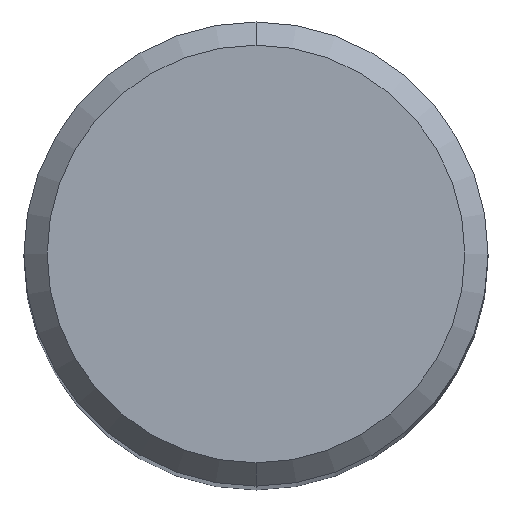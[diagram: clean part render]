
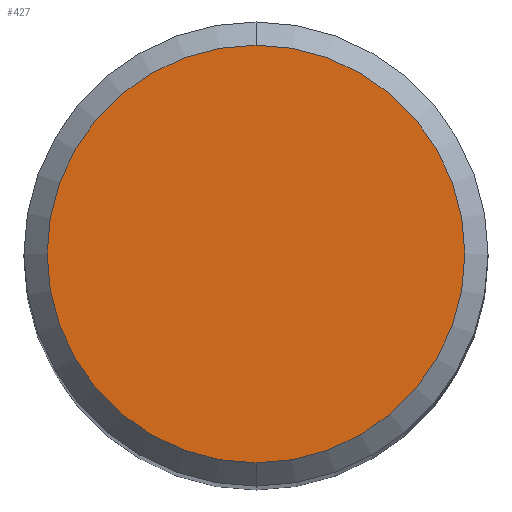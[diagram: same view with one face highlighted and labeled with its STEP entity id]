
A CAD part, top view. The second image highlights one B-rep face of the part: STEP entity #427.
In plain terms, the highlighted planar face has unit normal (0, 0, 1).
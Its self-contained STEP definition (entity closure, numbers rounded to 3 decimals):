
#299=VERTEX_POINT('',#610);
#341=EDGE_CURVE('',#439,#299,#658,.T.);
#373=EDGE_CURVE('',#299,#439,#691,.T.);
#427=ADVANCED_FACE('',(#752),#753,.T.);
#439=VERTEX_POINT('',#767);
#610=CARTESIAN_POINT('',(0.,-3.6,0.0));
#658=CIRCLE('',#1132,3.6);
#691=CIRCLE('',#1240,3.6);
#752=FACE_OUTER_BOUND('',#1349,.T.);
#753=PLANE('',#1350);
#767=CARTESIAN_POINT('',(0.0,3.6,0.0));
#1132=AXIS2_PLACEMENT_3D('',#1651,#1652,#1653);
#1240=AXIS2_PLACEMENT_3D('',#1670,#1671,#1672);
#1349=EDGE_LOOP('',(#1749,#1750));
#1350=AXIS2_PLACEMENT_3D('',#1751,#1752,#1753);
#1651=CARTESIAN_POINT('',(0.0,0.0,0.0));
#1652=DIRECTION('',(0.0,0.0,-1.0));
#1653=DIRECTION('',(0.0,1.0,0.0));
#1670=CARTESIAN_POINT('',(0.0,0.0,0.0));
#1671=DIRECTION('',(0.0,0.0,-1.0));
#1672=DIRECTION('',(0.0,1.0,0.0));
#1749=ORIENTED_EDGE('',*,*,#341,.F.);
#1750=ORIENTED_EDGE('',*,*,#373,.F.);
#1751=CARTESIAN_POINT('',(0.0,1.8,0.0));
#1752=DIRECTION('',(-0.0,0.0,1.0));
#1753=DIRECTION('',(0.0,-1.0,0.0));
